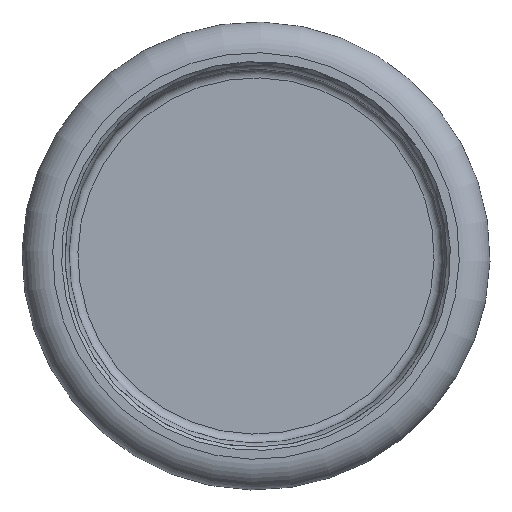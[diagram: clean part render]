
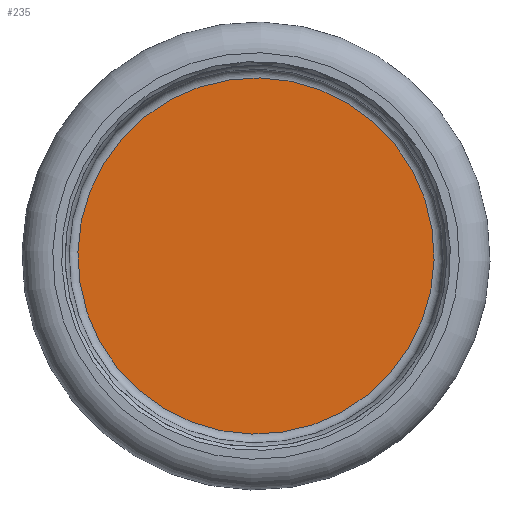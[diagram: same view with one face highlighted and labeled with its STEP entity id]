
A CAD part, left-side view. The second image highlights one B-rep face of the part: STEP entity #235.
In plain terms, the highlighted planar face has unit normal (-1, 0, 0).
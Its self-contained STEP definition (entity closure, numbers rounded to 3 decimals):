
#20=PLANE('',#280);
#31=FACE_OUTER_BOUND('',#47,.T.);
#47=EDGE_LOOP('',(#160));
#80=CIRCLE('',#277,20.2);
#104=VERTEX_POINT('',#411);
#124=EDGE_CURVE('',#104,#104,#80,.T.);
#160=ORIENTED_EDGE('',*,*,#124,.T.);
#235=ADVANCED_FACE('',(#31),#20,.T.);
#277=AXIS2_PLACEMENT_3D('',#412,#325,#326);
#280=AXIS2_PLACEMENT_3D('',#416,#331,#332);
#325=DIRECTION('center_axis',(-1.,0.,0.));
#326=DIRECTION('ref_axis',(0.,1.,0.));
#331=DIRECTION('center_axis',(-1.,0.,0.));
#332=DIRECTION('ref_axis',(0.,1.,0.));
#411=CARTESIAN_POINT('',(-1.8,-9.684,-17.727));
#412=CARTESIAN_POINT('Origin',(-1.8,0.,0.));
#416=CARTESIAN_POINT('Origin',(-1.8,0.,20.2));
